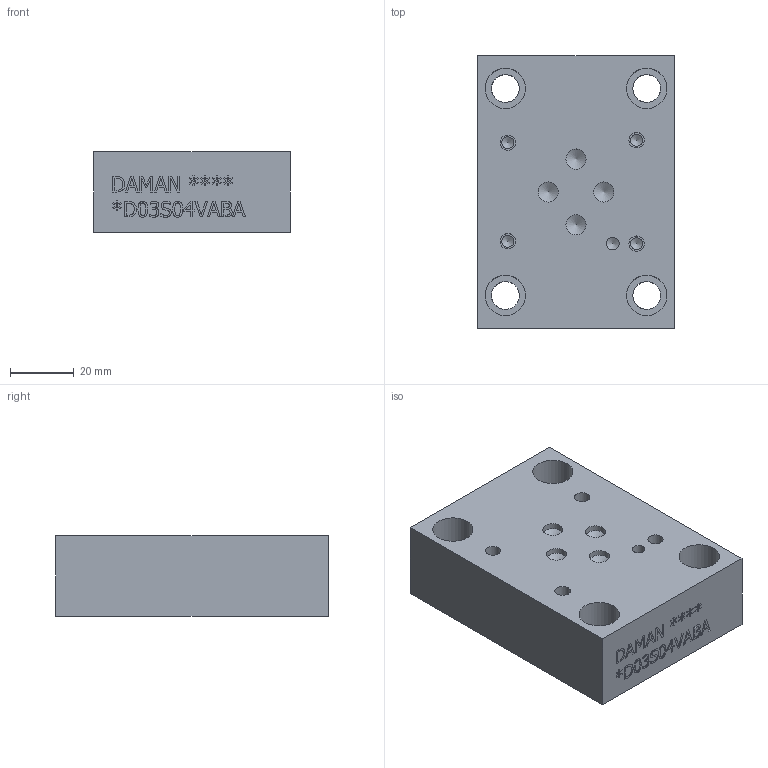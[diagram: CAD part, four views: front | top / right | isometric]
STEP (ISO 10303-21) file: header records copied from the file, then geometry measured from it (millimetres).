
FILE_DESCRIPTION(/* description */ (''),/* implementation_level */ '2;1');
FILE_NAME(/* name */ '_D03S04VABA.stp',/* time_stamp */ '2021-12-29T14:01:17-05:00',/* author */ ('jrf'),/* organization */ (''),/* preprocessor_version */ 'ST-DEVELOPER v18.1',/* originating_system */ 'Autodesk Inventor 2022',/* authorisation */ '');
FILE_SCHEMA (('AUTOMOTIVE_DESIGN { 1 0 10303 214 3 1 1 }'));
Length unit declared in the file: millimetre
Products named in the file (1): Part_AD03S04VABA.C06024R7_3D
Bounding box: 61.9 x 85.72 x 25.4 mm (x, y, z)
Volume: 122119 mm3; surface area: 22988.6 mm2
Topology: 1 solids, 1 shells, 402 faces, 1057 edges, 700 vertices
Faces by surface type: plane 261, bspline 89, cylinder 34, cone 18
Full cylindrical faces by diameter (mm): 2.388 x1, 3.785 x4, 3.962 x1, 4.826 x4, 6.35 x4, 8.738 x8, 12.7 x4, 14.275 x4
Entity records: 13096 total; most frequent: CARTESIAN_POINT 3391, ORIENTED_EDGE 2086, DIRECTION 1553, EDGE_CURVE 1043, LINE 789, VECTOR 789, VERTEX_POINT 700, EDGE_LOOP 467
